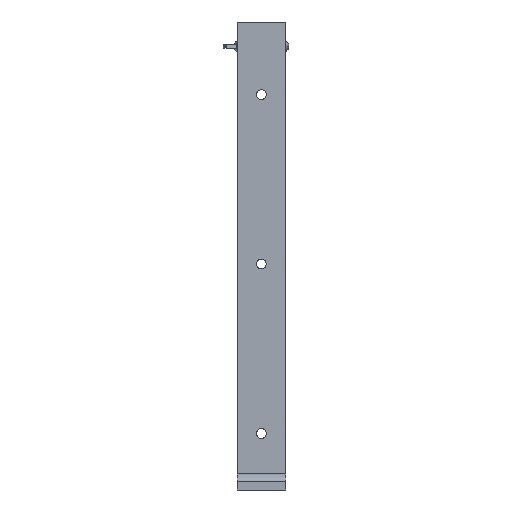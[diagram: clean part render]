
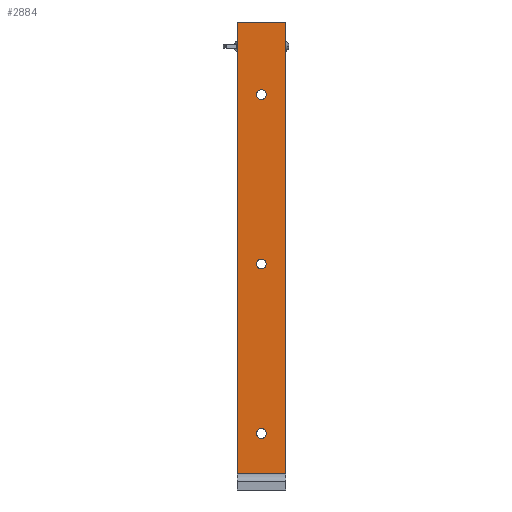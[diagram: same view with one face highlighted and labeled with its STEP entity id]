
A CAD part, front view. The second image highlights one B-rep face of the part: STEP entity #2884.
In plain terms, the highlighted planar face has unit normal (0, -1, 0).
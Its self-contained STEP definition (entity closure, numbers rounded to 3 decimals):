
#21 = DIRECTION ( 'NONE',  ( 0., -1., 0. ) ) ;
#62 = AXIS2_PLACEMENT_3D ( 'NONE', #3381, #2696, #3392 ) ;
#140 = ORIENTED_EDGE ( 'NONE', *, *, #3431, .F. ) ;
#211 = VERTEX_POINT ( 'NONE', #964 ) ;
#262 = EDGE_CURVE ( 'NONE', #1775, #1239, #1820, .T. ) ;
#264 = DIRECTION ( 'NONE',  ( 0., 1., 0. ) ) ;
#390 = CARTESIAN_POINT ( 'NONE',  ( 15., 0., -150. ) ) ;
#403 = DIRECTION ( 'NONE',  ( 0., 0., 1. ) ) ;
#443 = VERTEX_POINT ( 'NONE', #670 ) ;
#536 = DIRECTION ( 'NONE',  ( -1., 0., 0. ) ) ;
#604 = EDGE_CURVE ( 'NONE', #1061, #2246, #2417, .T. ) ;
#634 = CIRCLE ( 'NONE', #62, 3. ) ;
#670 = CARTESIAN_POINT ( 'NONE',  ( 15., 0., 150. ) ) ;
#719 = AXIS2_PLACEMENT_3D ( 'NONE', #2598, #21, #3005 ) ;
#760 = DIRECTION ( 'NONE',  ( 0., 1., 0. ) ) ;
#798 = ORIENTED_EDGE ( 'NONE', *, *, #604, .T. ) ;
#808 = CARTESIAN_POINT ( 'NONE',  ( 0., 0., 3. ) ) ;
#816 = EDGE_CURVE ( 'NONE', #3419, #211, #4330, .T. ) ;
#886 = CARTESIAN_POINT ( 'NONE',  ( 0., 0., -108. ) ) ;
#932 = AXIS2_PLACEMENT_3D ( 'NONE', #1553, #3952, #4276 ) ;
#964 = CARTESIAN_POINT ( 'NONE',  ( 0., 0., 108. ) ) ;
#1044 = CIRCLE ( 'NONE', #1972, 3. ) ;
#1061 = VERTEX_POINT ( 'NONE', #886 ) ;
#1135 = FACE_OUTER_BOUND ( 'NONE', #2061, .T. ) ;
#1160 = CARTESIAN_POINT ( 'NONE',  ( 15., 0., -130. ) ) ;
#1171 = DIRECTION ( 'NONE',  ( 0., 1., 0. ) ) ;
#1172 = EDGE_CURVE ( 'NONE', #211, #3419, #1044, .T. ) ;
#1239 = VERTEX_POINT ( 'NONE', #808 ) ;
#1269 = EDGE_CURVE ( 'NONE', #2256, #1375, #2147, .T. ) ;
#1301 = ORIENTED_EDGE ( 'NONE', *, *, #3672, .T. ) ;
#1303 = DIRECTION ( 'NONE',  ( 0., 0., 1. ) ) ;
#1307 = AXIS2_PLACEMENT_3D ( 'NONE', #3948, #264, #1303 ) ;
#1375 = VERTEX_POINT ( 'NONE', #1160 ) ;
#1386 = CARTESIAN_POINT ( 'NONE',  ( -15., 0., -150. ) ) ;
#1461 = EDGE_CURVE ( 'NONE', #443, #2573, #2576, .T. ) ;
#1505 = FACE_BOUND ( 'NONE', #2102, .T. ) ;
#1553 = CARTESIAN_POINT ( 'NONE',  ( 0., 0., -105. ) ) ;
#1635 = ORIENTED_EDGE ( 'NONE', *, *, #1269, .T. ) ;
#1648 = LINE ( 'NONE', #390, #3801 ) ;
#1649 = EDGE_CURVE ( 'NONE', #1239, #1775, #634, .T. ) ;
#1695 = DIRECTION ( 'NONE',  ( 0., 0., 1. ) ) ;
#1775 = VERTEX_POINT ( 'NONE', #3172 ) ;
#1820 = CIRCLE ( 'NONE', #1307, 3. ) ;
#1839 = LINE ( 'NONE', #1386, #2674 ) ;
#1972 = AXIS2_PLACEMENT_3D ( 'NONE', #2627, #4325, #4312 ) ;
#2040 = FACE_BOUND ( 'NONE', #2159, .T. ) ;
#2061 = EDGE_LOOP ( 'NONE', ( #140, #1635, #1301, #3670 ) ) ;
#2102 = EDGE_LOOP ( 'NONE', ( #2185, #2895 ) ) ;
#2147 = LINE ( 'NONE', #3864, #4271 ) ;
#2159 = EDGE_LOOP ( 'NONE', ( #4258, #798 ) ) ;
#2185 = ORIENTED_EDGE ( 'NONE', *, *, #1172, .T. ) ;
#2187 = CARTESIAN_POINT ( 'NONE',  ( -15., 0., -130. ) ) ;
#2246 = VERTEX_POINT ( 'NONE', #3137 ) ;
#2256 = VERTEX_POINT ( 'NONE', #2187 ) ;
#2417 = CIRCLE ( 'NONE', #3414, 3. ) ;
#2490 = DIRECTION ( 'NONE',  ( 0., 0., 1. ) ) ;
#2517 = AXIS2_PLACEMENT_3D ( 'NONE', #3494, #1171, #2490 ) ;
#2573 = VERTEX_POINT ( 'NONE', #4077 ) ;
#2576 = LINE ( 'NONE', #3264, #4061 ) ;
#2598 = CARTESIAN_POINT ( 'NONE',  ( 15., 0., -150. ) ) ;
#2627 = CARTESIAN_POINT ( 'NONE',  ( 0., 0., 105. ) ) ;
#2674 = VECTOR ( 'NONE', #1695, 1000. ) ;
#2696 = DIRECTION ( 'NONE',  ( 0., 1., 0. ) ) ;
#2731 = DIRECTION ( 'NONE',  ( 0., 0., 1. ) ) ;
#2816 = DIRECTION ( 'NONE',  ( 1., 0., 0. ) ) ;
#2839 = EDGE_CURVE ( 'NONE', #2246, #1061, #4154, .T. ) ;
#2884 = ADVANCED_FACE ( 'NONE', ( #1505, #3827, #2040, #1135 ), #3932, .T. ) ;
#2895 = ORIENTED_EDGE ( 'NONE', *, *, #816, .T. ) ;
#3005 = DIRECTION ( 'NONE',  ( 0., 0., -1. ) ) ;
#3072 = CARTESIAN_POINT ( 'NONE',  ( 0., 0., -105. ) ) ;
#3080 = CARTESIAN_POINT ( 'NONE',  ( 0., 0., 102. ) ) ;
#3137 = CARTESIAN_POINT ( 'NONE',  ( 0., 0., -102. ) ) ;
#3172 = CARTESIAN_POINT ( 'NONE',  ( 0., 0., -3. ) ) ;
#3264 = CARTESIAN_POINT ( 'NONE',  ( 15., 0., 150. ) ) ;
#3373 = EDGE_LOOP ( 'NONE', ( #3905, #3951 ) ) ;
#3381 = CARTESIAN_POINT ( 'NONE',  ( 0., 0., 0. ) ) ;
#3392 = DIRECTION ( 'NONE',  ( 0., 0., 1. ) ) ;
#3414 = AXIS2_PLACEMENT_3D ( 'NONE', #3072, #760, #403 ) ;
#3419 = VERTEX_POINT ( 'NONE', #3080 ) ;
#3431 = EDGE_CURVE ( 'NONE', #2256, #2573, #1839, .T. ) ;
#3494 = CARTESIAN_POINT ( 'NONE',  ( 0., 0., 105. ) ) ;
#3670 = ORIENTED_EDGE ( 'NONE', *, *, #1461, .T. ) ;
#3672 = EDGE_CURVE ( 'NONE', #1375, #443, #1648, .T. ) ;
#3801 = VECTOR ( 'NONE', #2731, 1000. ) ;
#3827 = FACE_BOUND ( 'NONE', #3373, .T. ) ;
#3864 = CARTESIAN_POINT ( 'NONE',  ( 15., 0., -130. ) ) ;
#3905 = ORIENTED_EDGE ( 'NONE', *, *, #1649, .T. ) ;
#3932 = PLANE ( 'NONE',  #719 ) ;
#3948 = CARTESIAN_POINT ( 'NONE',  ( 0., 0., 0. ) ) ;
#3951 = ORIENTED_EDGE ( 'NONE', *, *, #262, .T. ) ;
#3952 = DIRECTION ( 'NONE',  ( 0., 1., 0. ) ) ;
#4061 = VECTOR ( 'NONE', #536, 1000. ) ;
#4077 = CARTESIAN_POINT ( 'NONE',  ( -15., 0., 150. ) ) ;
#4154 = CIRCLE ( 'NONE', #932, 3. ) ;
#4258 = ORIENTED_EDGE ( 'NONE', *, *, #2839, .T. ) ;
#4271 = VECTOR ( 'NONE', #2816, 1000. ) ;
#4276 = DIRECTION ( 'NONE',  ( 0., 0., 1. ) ) ;
#4312 = DIRECTION ( 'NONE',  ( 0., 0., 1. ) ) ;
#4325 = DIRECTION ( 'NONE',  ( 0., 1., 0. ) ) ;
#4330 = CIRCLE ( 'NONE', #2517, 3. ) ;
